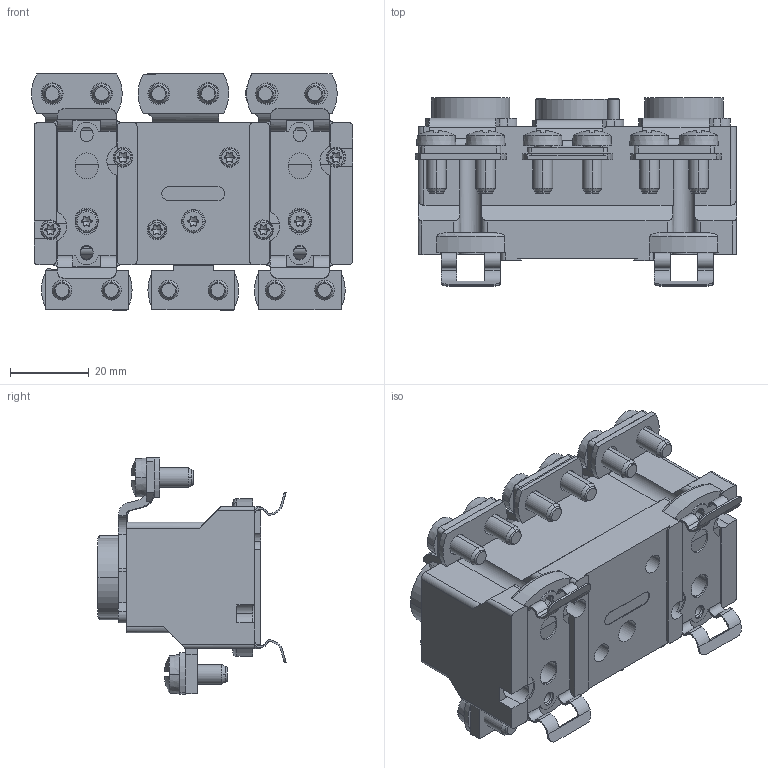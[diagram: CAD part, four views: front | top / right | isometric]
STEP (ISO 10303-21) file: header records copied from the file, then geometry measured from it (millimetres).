
FILE_DESCRIPTION((''),'2;1');
FILE_NAME('ASM00019_ASM','2021-05-11T',('marketing.praksa'),('Audax d.o.o.'),'CREO PARAMETRIC BY PTC INC, 2017480','CREO PARAMETRIC BY PTC INC, 2017480','');
FILE_SCHEMA(('AUTOMOTIVE_DESIGN { 1 0 10303 214 1 1 1 1 }'));
Products named in the file (16): E18_NOVJA_1_1_1_1_2; ASDFDSH_ASM_1_1_ASM_1_1_ASM; 0000044399_1_1_1_1_1; CLICK-ON_ASM_1_1_ASM_1_1_ASM; KOVINA_2XM5_1_1_1_1_2; COPPER_ASM_1_1_ASM_1_1_ASM; 0000060159_1_1_1_2_1_1; M5-SCREW_ASM_1_1_ASM_1_1_ASM; UN_M5_1_1_1_1_2; UN-SCR_ASM_1_1_ASM_1_1_ASM; 0000059956_1_1_1_1_1_1_2; 0000059957_1_1_1_1_1_1_2; D01N3-K-ORIGINAL_ASM_1_1_ASM__1_ASM; PRT9547; WL-BASE-2; ASM00019_ASM
Assembly tree (43 placements, depth 4):
  ASM00019_ASM
    D01N3-K-ORIGINAL_ASM_1_1_ASM__1_ASM
      ASDFDSH_ASM_1_1_ASM_1_1_ASM
        E18_NOVJA_1_1_1_1_2  x3
      CLICK-ON_ASM_1_1_ASM_1_1_ASM
        0000044399_1_1_1_1_1  x2
      COPPER_ASM_1_1_ASM_1_1_ASM
        KOVINA_2XM5_1_1_1_1_2  x3
      M5-SCREW_ASM_1_1_ASM_1_1_ASM
        0000060159_1_1_1_2_1_1  x12
      UN-SCR_ASM_1_1_ASM_1_1_ASM
        UN_M5_1_1_1_1_2  x6
      0000059956_1_1_1_1_1_1_2  x3
      0000059957_1_1_1_1_1_1_2  x6
    PRT9547
    WL-BASE-2
Bounding box: 81.35 x 47.65 x 59.99 mm (x, y, z)
Volume: 75810.4 mm3; surface area: 46809.6 mm2
Topology: 39 solids, 51 shells, 1753 faces, 5015 edges, 3330 vertices
Faces by surface type: plane 911, cylinder 546, cone 208, torus 64, sphere 24
Entity records: 34910 total; most frequent: CARTESIAN_POINT 5427, DIRECTION 4242, ORIENTED_EDGE 4076, PRESENTATION_STYLE_ASSIGNMENT 2078, STYLED_ITEM 2078, EDGE_CURVE 2041, AXIS2_PLACEMENT_3D 1537, CURVE_STYLE 1416
